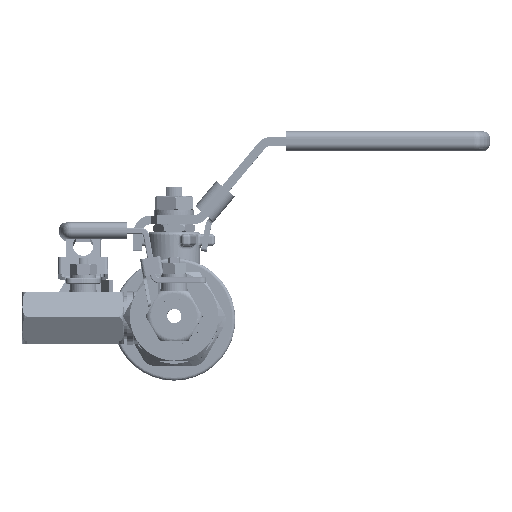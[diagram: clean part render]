
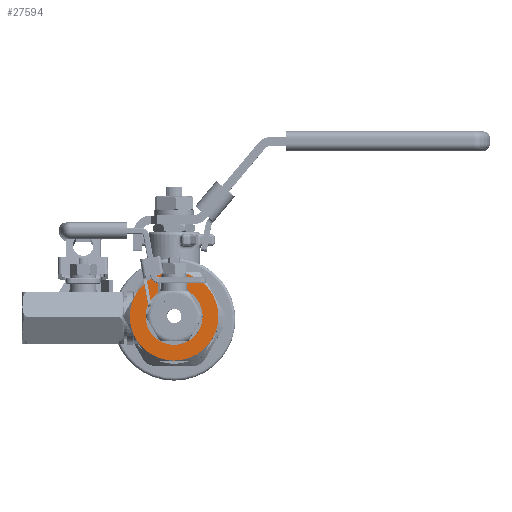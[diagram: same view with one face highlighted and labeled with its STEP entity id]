
A CAD part, top view. The second image highlights one B-rep face of the part: STEP entity #27594.
In plain terms, the highlighted planar face has unit normal (0, 0, 1).
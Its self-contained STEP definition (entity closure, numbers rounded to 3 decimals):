
#1978 = DIRECTION ( 'NONE',  ( 1., 0., 0. ) ) ;
#2049 = CIRCLE ( 'NONE', #11514, 15.2 ) ;
#3075 = DIRECTION ( 'NONE',  ( 0., 0., 1. ) ) ;
#3564 = EDGE_CURVE ( 'NONE', #64409, #37288, #6493, .T. ) ;
#3685 = DIRECTION ( 'NONE',  ( -1., 0., 0. ) ) ;
#4296 = DIRECTION ( 'NONE',  ( 1., 0., 0. ) ) ;
#5057 = VERTEX_POINT ( 'NONE', #37913 ) ;
#5724 = ORIENTED_EDGE ( 'NONE', *, *, #26874, .F. ) ;
#6493 = CIRCLE ( 'NONE', #25357, 15.2 ) ;
#6685 = ORIENTED_EDGE ( 'NONE', *, *, #47962, .T. ) ;
#11081 = CARTESIAN_POINT ( 'NONE',  ( 9.8, 0., 23.5 ) ) ;
#11155 = DIRECTION ( 'NONE',  ( 0., 0., 1. ) ) ;
#11514 = AXIS2_PLACEMENT_3D ( 'NONE', #25987, #71313, #20459 ) ;
#11925 = DIRECTION ( 'NONE',  ( 1., 0., 0. ) ) ;
#14055 = EDGE_CURVE ( 'NONE', #33100, #49379, #29693, .T. ) ;
#14164 = EDGE_CURVE ( 'NONE', #19811, #27775, #65379, .T. ) ;
#14488 = CARTESIAN_POINT ( 'NONE',  ( 0., 0., 23.5 ) ) ;
#15414 = CIRCLE ( 'NONE', #55704, 15.2 ) ;
#16450 = CARTESIAN_POINT ( 'NONE',  ( 13.164, -7.6, 23.5 ) ) ;
#17308 = AXIS2_PLACEMENT_3D ( 'NONE', #43798, #11155, #33747 ) ;
#19811 = VERTEX_POINT ( 'NONE', #42087 ) ;
#20085 = AXIS2_PLACEMENT_3D ( 'NONE', #29681, #3075, #1978 ) ;
#20231 = CIRCLE ( 'NONE', #33239, 15.2 ) ;
#20420 = DIRECTION ( 'NONE',  ( 0., 0., 1. ) ) ;
#20459 = DIRECTION ( 'NONE',  ( 1., 0., 0. ) ) ;
#21301 = CARTESIAN_POINT ( 'NONE',  ( 0., -15.2, 23.5 ) ) ;
#25270 = CARTESIAN_POINT ( 'NONE',  ( 0., 0., 23.5 ) ) ;
#25357 = AXIS2_PLACEMENT_3D ( 'NONE', #35258, #62797, #11925 ) ;
#25987 = CARTESIAN_POINT ( 'NONE',  ( 0., 0., 23.5 ) ) ;
#26706 = PLANE ( 'NONE',  #17308 ) ;
#26874 = EDGE_CURVE ( 'NONE', #41721, #27775, #63481, .T. ) ;
#27594 = ADVANCED_FACE ( 'NONE', ( #44890, #38573 ), #26706, .T. ) ;
#27775 = VERTEX_POINT ( 'NONE', #58241 ) ;
#27849 = ORIENTED_EDGE ( 'NONE', *, *, #62658, .T. ) ;
#29681 = CARTESIAN_POINT ( 'NONE',  ( 0., 0., 23.5 ) ) ;
#29693 = CIRCLE ( 'NONE', #72493, 9.8 ) ;
#30145 = ORIENTED_EDGE ( 'NONE', *, *, #45108, .T. ) ;
#33100 = VERTEX_POINT ( 'NONE', #72876 ) ;
#33105 = CIRCLE ( 'NONE', #20085, 15.2 ) ;
#33239 = AXIS2_PLACEMENT_3D ( 'NONE', #25270, #49437, #37513 ) ;
#33747 = DIRECTION ( 'NONE',  ( 1., 0., 0. ) ) ;
#34047 = DIRECTION ( 'NONE',  ( 1., 0., 0. ) ) ;
#35258 = CARTESIAN_POINT ( 'NONE',  ( 0., 0., 23.5 ) ) ;
#35746 = CIRCLE ( 'NONE', #61911, 9.8 ) ;
#37288 = VERTEX_POINT ( 'NONE', #21301 ) ;
#37513 = DIRECTION ( 'NONE',  ( 1., 0., 0. ) ) ;
#37913 = CARTESIAN_POINT ( 'NONE',  ( -15.2, 0., 23.5 ) ) ;
#37954 = DIRECTION ( 'NONE',  ( 1., 0., 0. ) ) ;
#38091 = DIRECTION ( 'NONE',  ( 0., 0., -1. ) ) ;
#38573 = FACE_OUTER_BOUND ( 'NONE', #45222, .T. ) ;
#38592 = ORIENTED_EDGE ( 'NONE', *, *, #3564, .T. ) ;
#39802 = VERTEX_POINT ( 'NONE', #16450 ) ;
#40913 = ORIENTED_EDGE ( 'NONE', *, *, #51930, .T. ) ;
#41721 = VERTEX_POINT ( 'NONE', #46859 ) ;
#42087 = CARTESIAN_POINT ( 'NONE',  ( 13.164, 7.6, 23.5 ) ) ;
#43030 = DIRECTION ( 'NONE',  ( 1., 0., 0. ) ) ;
#43798 = CARTESIAN_POINT ( 'NONE',  ( 0., 0., 23.5 ) ) ;
#44890 = FACE_BOUND ( 'NONE', #65917, .T. ) ;
#45108 = EDGE_CURVE ( 'NONE', #39802, #19811, #15414, .T. ) ;
#45185 = DIRECTION ( 'NONE',  ( 0., 0., 1. ) ) ;
#45222 = EDGE_LOOP ( 'NONE', ( #30145, #45804, #5724, #40913, #27849, #38592, #6685 ) ) ;
#45804 = ORIENTED_EDGE ( 'NONE', *, *, #14164, .T. ) ;
#46859 = CARTESIAN_POINT ( 'NONE',  ( -13.164, 7.6, 23.5 ) ) ;
#47962 = EDGE_CURVE ( 'NONE', #37288, #39802, #33105, .T. ) ;
#48762 = DIRECTION ( 'NONE',  ( 0., 0., 1. ) ) ;
#49288 = CARTESIAN_POINT ( 'NONE',  ( 0., 0., 23.5 ) ) ;
#49379 = VERTEX_POINT ( 'NONE', #11081 ) ;
#49437 = DIRECTION ( 'NONE',  ( 0., 0., 1. ) ) ;
#49945 = AXIS2_PLACEMENT_3D ( 'NONE', #55083, #48762, #4296 ) ;
#50432 = AXIS2_PLACEMENT_3D ( 'NONE', #49288, #38091, #3685 ) ;
#51930 = EDGE_CURVE ( 'NONE', #41721, #5057, #20231, .T. ) ;
#54330 = EDGE_CURVE ( 'NONE', #49379, #33100, #35746, .T. ) ;
#54353 = CARTESIAN_POINT ( 'NONE',  ( 0., 0., 23.5 ) ) ;
#55083 = CARTESIAN_POINT ( 'NONE',  ( 0., 0., 23.5 ) ) ;
#55704 = AXIS2_PLACEMENT_3D ( 'NONE', #61224, #45185, #34047 ) ;
#56484 = CARTESIAN_POINT ( 'NONE',  ( -13.164, -7.6, 23.5 ) ) ;
#58241 = CARTESIAN_POINT ( 'NONE',  ( 0., 15.2, 23.5 ) ) ;
#61224 = CARTESIAN_POINT ( 'NONE',  ( 0., 0., 23.5 ) ) ;
#61911 = AXIS2_PLACEMENT_3D ( 'NONE', #14488, #20420, #43030 ) ;
#62658 = EDGE_CURVE ( 'NONE', #5057, #64409, #2049, .T. ) ;
#62797 = DIRECTION ( 'NONE',  ( 0., 0., 1. ) ) ;
#63481 = CIRCLE ( 'NONE', #50432, 15.2 ) ;
#64409 = VERTEX_POINT ( 'NONE', #56484 ) ;
#64683 = ORIENTED_EDGE ( 'NONE', *, *, #14055, .F. ) ;
#65379 = CIRCLE ( 'NONE', #49945, 15.2 ) ;
#65917 = EDGE_LOOP ( 'NONE', ( #64683, #66284 ) ) ;
#66284 = ORIENTED_EDGE ( 'NONE', *, *, #54330, .F. ) ;
#71313 = DIRECTION ( 'NONE',  ( 0., 0., 1. ) ) ;
#72493 = AXIS2_PLACEMENT_3D ( 'NONE', #54353, #72536, #37954 ) ;
#72536 = DIRECTION ( 'NONE',  ( 0., 0., 1. ) ) ;
#72876 = CARTESIAN_POINT ( 'NONE',  ( -9.8, 0., 23.5 ) ) ;
